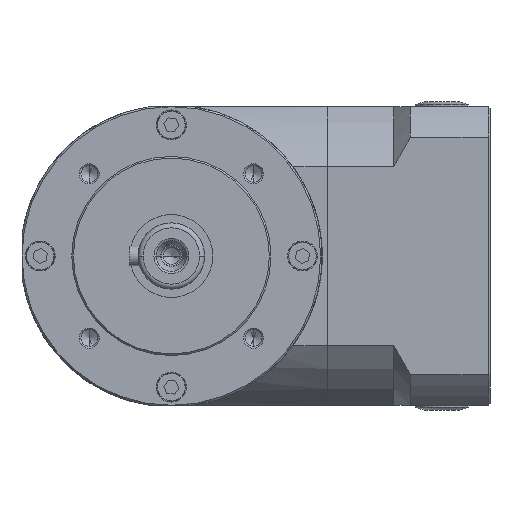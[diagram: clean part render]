
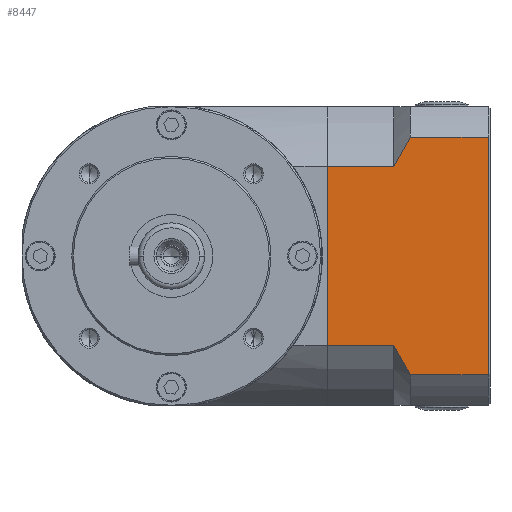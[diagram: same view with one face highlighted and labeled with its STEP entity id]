
A CAD part, left-side view. The second image highlights one B-rep face of the part: STEP entity #8447.
In plain terms, the highlighted planar face has unit normal (-1, 0, 0).
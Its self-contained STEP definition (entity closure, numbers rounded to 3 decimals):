
#347 = EDGE_CURVE ( 'NONE', #3389, #10287, #6431, .T. ) ;
#508 = DIRECTION ( 'NONE',  ( 0., 0., 1. ) ) ;
#729 = EDGE_CURVE ( 'NONE', #14436, #16339, #1001, .T. ) ;
#1001 = LINE ( 'NONE', #17741, #16252 ) ;
#1294 = CARTESIAN_POINT ( 'NONE',  ( 3., -96., 35.795 ) ) ;
#1534 = CARTESIAN_POINT ( 'NONE',  ( 3., -47., -38.123 ) ) ;
#1968 = VECTOR ( 'NONE', #508, 1000. ) ;
#2211 = VECTOR ( 'NONE', #13871, 1000. ) ;
#2360 = CARTESIAN_POINT ( 'NONE',  ( 3., -96., 27.042 ) ) ;
#2412 = ORIENTED_EDGE ( 'NONE', *, *, #347, .F. ) ;
#3112 = DIRECTION ( 'NONE',  ( 0., 1., 0. ) ) ;
#3319 = B_SPLINE_CURVE_WITH_KNOTS ( 'NONE', 3,
 ( #17322, #8785, #4690, #5897 ),
 .UNSPECIFIED., .F., .F.,
 ( 4, 4 ),
 ( 0., 1. ),
 .UNSPECIFIED. ) ;
#3389 = VERTEX_POINT ( 'NONE', #4079 ) ;
#3669 = ORIENTED_EDGE ( 'NONE', *, *, #8567, .F. ) ;
#4079 = CARTESIAN_POINT ( 'NONE',  ( 3., -95.5, -35.795 ) ) ;
#4351 = VERTEX_POINT ( 'NONE', #8838 ) ;
#4690 = CARTESIAN_POINT ( 'NONE',  ( 3., -68.46, -29.876 ) ) ;
#5621 = CARTESIAN_POINT ( 'NONE',  ( 3., -95.5, -38.123 ) ) ;
#5808 = PLANE ( 'NONE',  #15044 ) ;
#5897 = CARTESIAN_POINT ( 'NONE',  ( 3., -67., -27.042 ) ) ;
#6005 = VECTOR ( 'NONE', #11270, 1000. ) ;
#6023 = VERTEX_POINT ( 'NONE', #16884 ) ;
#6070 = VERTEX_POINT ( 'NONE', #8530 ) ;
#6163 = EDGE_CURVE ( 'NONE', #6023, #6070, #8218, .T. ) ;
#6429 = ORIENTED_EDGE ( 'NONE', *, *, #15164, .F. ) ;
#6431 = LINE ( 'NONE', #17760, #11201 ) ;
#6713 = CARTESIAN_POINT ( 'NONE',  ( 3., -70.126, 32.785 ) ) ;
#6773 = ORIENTED_EDGE ( 'NONE', *, *, #14989, .T. ) ;
#6985 = VECTOR ( 'NONE', #12517, 1000. ) ;
#7101 = LINE ( 'NONE', #5621, #6005 ) ;
#7294 = DIRECTION ( 'NONE',  ( 1., 0., 0. ) ) ;
#7379 = CARTESIAN_POINT ( 'NONE',  ( 3., -47., -38.123 ) ) ;
#7674 = CARTESIAN_POINT ( 'NONE',  ( 3., -47., -27.042 ) ) ;
#8218 = LINE ( 'NONE', #2360, #2211 ) ;
#8383 = CARTESIAN_POINT ( 'NONE',  ( 3., -67., -27.042 ) ) ;
#8447 = ADVANCED_FACE ( 'NONE', ( #8871 ), #5808, .F. ) ;
#8520 = EDGE_CURVE ( 'NONE', #10287, #14436, #3319, .T. ) ;
#8530 = CARTESIAN_POINT ( 'NONE',  ( 3., -67., 27.042 ) ) ;
#8567 = EDGE_CURVE ( 'NONE', #16339, #6023, #17148, .T. ) ;
#8785 = CARTESIAN_POINT ( 'NONE',  ( 3., -70.126, -32.785 ) ) ;
#8838 = CARTESIAN_POINT ( 'NONE',  ( 3., -95.5, 35.795 ) ) ;
#8871 = FACE_OUTER_BOUND ( 'NONE', #16010, .T. ) ;
#9500 = CARTESIAN_POINT ( 'NONE',  ( 3., -67., 27.042 ) ) ;
#9751 = LINE ( 'NONE', #1294, #6985 ) ;
#10287 = VERTEX_POINT ( 'NONE', #16479 ) ;
#10698 = ORIENTED_EDGE ( 'NONE', *, *, #13226, .F. ) ;
#11201 = VECTOR ( 'NONE', #16549, 1000. ) ;
#11270 = DIRECTION ( 'NONE',  ( 0., 0., 1. ) ) ;
#12517 = DIRECTION ( 'NONE',  ( 0., -1., 0. ) ) ;
#12674 = CARTESIAN_POINT ( 'NONE',  ( 3., -72., 35.795 ) ) ;
#13226 = EDGE_CURVE ( 'NONE', #16023, #4351, #9751, .T. ) ;
#13871 = DIRECTION ( 'NONE',  ( 0., -1., 0. ) ) ;
#14435 = ORIENTED_EDGE ( 'NONE', *, *, #729, .F. ) ;
#14436 = VERTEX_POINT ( 'NONE', #8383 ) ;
#14953 = DIRECTION ( 'NONE',  ( 0., 1., 0. ) ) ;
#14989 = EDGE_CURVE ( 'NONE', #3389, #4351, #7101, .T. ) ;
#15044 = AXIS2_PLACEMENT_3D ( 'NONE', #1534, #7294, #3112 ) ;
#15164 = EDGE_CURVE ( 'NONE', #6070, #16023, #17234, .T. ) ;
#15781 = ORIENTED_EDGE ( 'NONE', *, *, #6163, .F. ) ;
#16010 = EDGE_LOOP ( 'NONE', ( #2412, #6773, #10698, #6429, #15781, #3669, #14435, #17550 ) ) ;
#16023 = VERTEX_POINT ( 'NONE', #12674 ) ;
#16252 = VECTOR ( 'NONE', #14953, 1000. ) ;
#16339 = VERTEX_POINT ( 'NONE', #7674 ) ;
#16479 = CARTESIAN_POINT ( 'NONE',  ( 3., -72., -35.795 ) ) ;
#16549 = DIRECTION ( 'NONE',  ( 0., 1., 0. ) ) ;
#16884 = CARTESIAN_POINT ( 'NONE',  ( 3., -47., 27.042 ) ) ;
#17148 = LINE ( 'NONE', #7379, #1968 ) ;
#17234 = B_SPLINE_CURVE_WITH_KNOTS ( 'NONE', 3,
 ( #9500, #17856, #6713, #18238 ),
 .UNSPECIFIED., .F., .F.,
 ( 4, 4 ),
 ( 0., 1. ),
 .UNSPECIFIED. ) ;
#17322 = CARTESIAN_POINT ( 'NONE',  ( 3., -72., -35.795 ) ) ;
#17550 = ORIENTED_EDGE ( 'NONE', *, *, #8520, .F. ) ;
#17741 = CARTESIAN_POINT ( 'NONE',  ( 3., -96., -27.042 ) ) ;
#17760 = CARTESIAN_POINT ( 'NONE',  ( 3., -96., -35.795 ) ) ;
#17856 = CARTESIAN_POINT ( 'NONE',  ( 3., -68.46, 29.876 ) ) ;
#18238 = CARTESIAN_POINT ( 'NONE',  ( 3., -72., 35.795 ) ) ;
